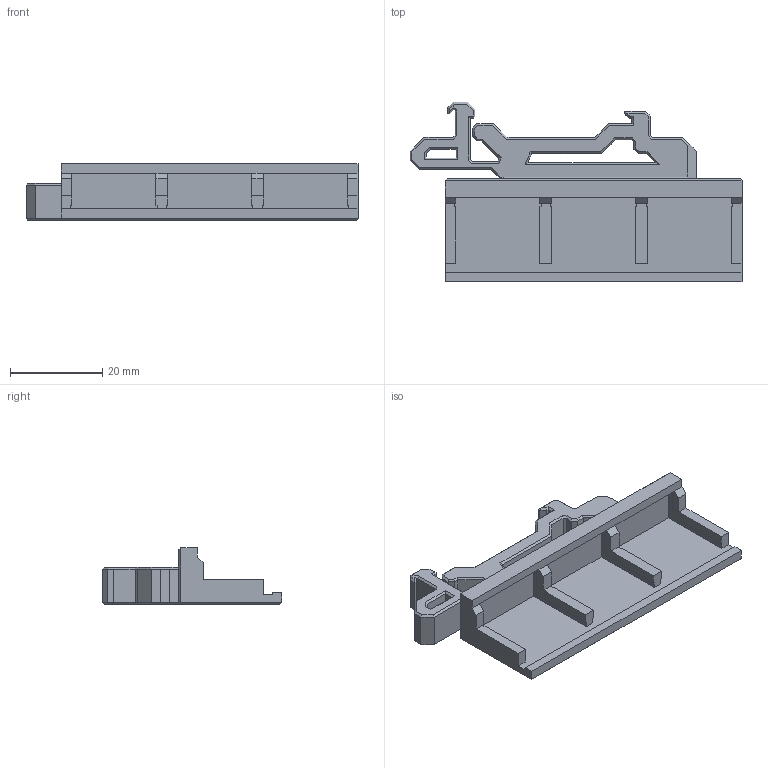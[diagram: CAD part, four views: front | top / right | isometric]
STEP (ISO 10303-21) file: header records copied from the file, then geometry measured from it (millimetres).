
FILE_DESCRIPTION(/* description */ (''),/* implementation_level */ '2;1');
FILE_NAME(/* name */ 'WAGO_221-413_mount-3x3-DIN v3.step',/* time_stamp */ '2022-01-30T15:07:02-05:00',/* author */ (''),/* organization */ (''),/* preprocessor_version */ 'ST-DEVELOPER v18.1',/* originating_system */ 'Autodesk Translation Framework v10.10.0.1391',/* authorisation */ '');
FILE_SCHEMA (('AUTOMOTIVE_DESIGN { 1 0 10303 214 3 1 1 }'));
Length unit declared in the file: metre
Products named in the file (1): WAGO_221-413_mount-3x3-DIN
Bounding box: 71.89 x 38.85 x 12.2 mm (x, y, z)
Volume: 8947 mm3; surface area: 7842.2 mm2
Topology: 1 solids, 1 shells, 264 faces, 649 edges, 389 vertices
Faces by surface type: plane 260, cone 2, cylinder 2
Full cylindrical faces by diameter (mm): 1.9 x2
Entity records: 7506 total; most frequent: CARTESIAN_POINT 1303, ORIENTED_EDGE 1298, DIRECTION 1185, EDGE_CURVE 649, LINE 643, VECTOR 643, VERTEX_POINT 389, AXIS2_PLACEMENT_3D 271
